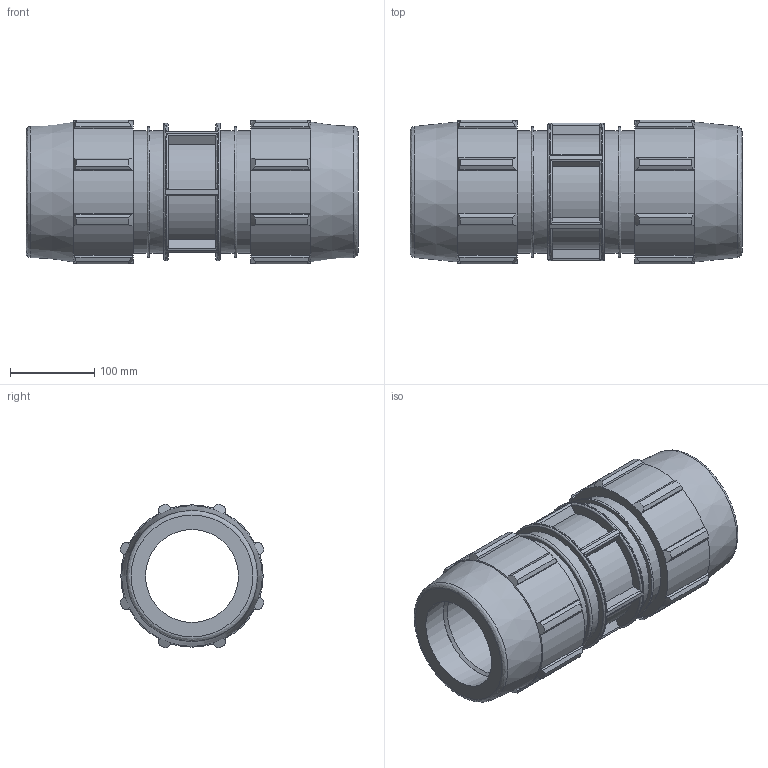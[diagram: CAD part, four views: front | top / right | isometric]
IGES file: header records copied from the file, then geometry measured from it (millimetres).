
Global section: file name: 076100110_186100110_0761061100A.ipt; native system: Autodesk Inventor 2015; preprocessor: unknown; author: KIM; date: 20180617.114136; units: millimetre
Bounding box: 393 x 170.31 x 170.31 mm (x, y, z)
Volume: 3993490.5 mm3; surface area: 407816.7 mm2
Topology: 1 solids, 1 shells, 198 faces, 551 edges, 370 vertices
Faces by surface type: plane 100, cylinder 55, revolution 23, cone 20
Full cylindrical faces by diameter (mm): 144.8 x4, 162.9 x1
